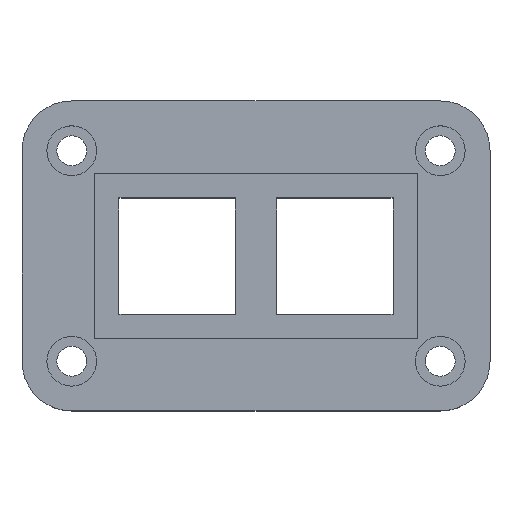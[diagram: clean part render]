
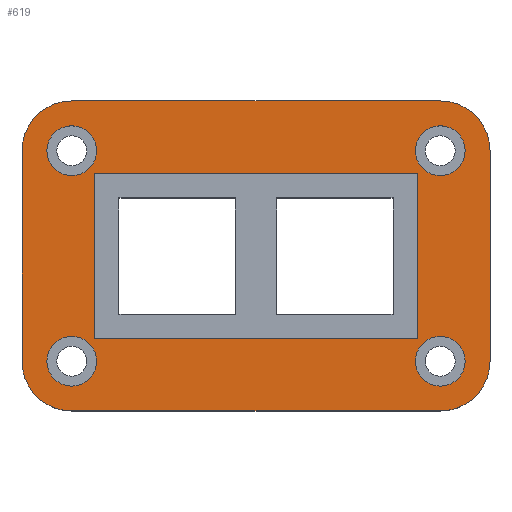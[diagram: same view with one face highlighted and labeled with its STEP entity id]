
A CAD part, top view. The second image highlights one B-rep face of the part: STEP entity #619.
In plain terms, the highlighted planar face has unit normal (0, 0, 1).
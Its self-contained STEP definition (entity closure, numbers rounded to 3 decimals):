
#19=FACE_BOUND('',#108,.T.);
#20=FACE_BOUND('',#109,.T.);
#21=FACE_BOUND('',#110,.T.);
#22=FACE_BOUND('',#111,.T.);
#23=FACE_BOUND('',#112,.T.);
#36=PLANE('',#686);
#68=FACE_OUTER_BOUND('',#107,.T.);
#107=EDGE_LOOP('',(#470,#471,#472,#473,#474,#475,#476,#477));
#108=EDGE_LOOP('',(#478));
#109=EDGE_LOOP('',(#479));
#110=EDGE_LOOP('',(#480));
#111=EDGE_LOOP('',(#481));
#112=EDGE_LOOP('',(#482,#483,#484,#485));
#152=LINE('',#958,#212);
#153=LINE('',#962,#213);
#154=LINE('',#966,#214);
#155=LINE('',#969,#215);
#156=LINE('',#972,#216);
#157=LINE('',#974,#217);
#158=LINE('',#976,#218);
#159=LINE('',#977,#219);
#212=VECTOR('',#790,10.);
#213=VECTOR('',#793,10.);
#214=VECTOR('',#796,10.);
#215=VECTOR('',#799,10.);
#216=VECTOR('',#800,10.);
#217=VECTOR('',#801,10.);
#218=VECTOR('',#802,10.);
#219=VECTOR('',#803,10.);
#270=CIRCLE('',#668,3.);
#272=CIRCLE('',#672,3.);
#274=CIRCLE('',#676,3.);
#276=CIRCLE('',#680,3.);
#278=CIRCLE('',#684,6.);
#280=CIRCLE('',#687,6.);
#281=CIRCLE('',#688,6.);
#282=CIRCLE('',#689,6.);
#294=VERTEX_POINT('',#920);
#296=VERTEX_POINT('',#927);
#298=VERTEX_POINT('',#934);
#300=VERTEX_POINT('',#941);
#302=VERTEX_POINT('',#948);
#303=VERTEX_POINT('',#949);
#306=VERTEX_POINT('',#957);
#307=VERTEX_POINT('',#959);
#308=VERTEX_POINT('',#961);
#309=VERTEX_POINT('',#963);
#310=VERTEX_POINT('',#965);
#311=VERTEX_POINT('',#967);
#312=VERTEX_POINT('',#970);
#313=VERTEX_POINT('',#971);
#314=VERTEX_POINT('',#973);
#315=VERTEX_POINT('',#975);
#354=EDGE_CURVE('',#294,#294,#270,.T.);
#357=EDGE_CURVE('',#296,#296,#272,.T.);
#360=EDGE_CURVE('',#298,#298,#274,.T.);
#363=EDGE_CURVE('',#300,#300,#276,.T.);
#366=EDGE_CURVE('',#302,#303,#278,.T.);
#370=EDGE_CURVE('',#302,#306,#152,.T.);
#371=EDGE_CURVE('',#307,#306,#280,.T.);
#372=EDGE_CURVE('',#307,#308,#153,.T.);
#373=EDGE_CURVE('',#309,#308,#281,.T.);
#374=EDGE_CURVE('',#309,#310,#154,.T.);
#375=EDGE_CURVE('',#311,#310,#282,.T.);
#376=EDGE_CURVE('',#311,#303,#155,.T.);
#377=EDGE_CURVE('',#312,#313,#156,.T.);
#378=EDGE_CURVE('',#313,#314,#157,.T.);
#379=EDGE_CURVE('',#314,#315,#158,.T.);
#380=EDGE_CURVE('',#315,#312,#159,.T.);
#470=ORIENTED_EDGE('',*,*,#366,.F.);
#471=ORIENTED_EDGE('',*,*,#370,.T.);
#472=ORIENTED_EDGE('',*,*,#371,.F.);
#473=ORIENTED_EDGE('',*,*,#372,.T.);
#474=ORIENTED_EDGE('',*,*,#373,.F.);
#475=ORIENTED_EDGE('',*,*,#374,.T.);
#476=ORIENTED_EDGE('',*,*,#375,.F.);
#477=ORIENTED_EDGE('',*,*,#376,.T.);
#478=ORIENTED_EDGE('',*,*,#354,.T.);
#479=ORIENTED_EDGE('',*,*,#357,.T.);
#480=ORIENTED_EDGE('',*,*,#360,.T.);
#481=ORIENTED_EDGE('',*,*,#363,.T.);
#482=ORIENTED_EDGE('',*,*,#377,.T.);
#483=ORIENTED_EDGE('',*,*,#378,.T.);
#484=ORIENTED_EDGE('',*,*,#379,.T.);
#485=ORIENTED_EDGE('',*,*,#380,.T.);
#619=ADVANCED_FACE('',(#68,#19,#20,#21,#22,#23),#36,.T.);
#668=AXIS2_PLACEMENT_3D('',#921,#746,#747);
#672=AXIS2_PLACEMENT_3D('',#928,#755,#756);
#676=AXIS2_PLACEMENT_3D('',#935,#764,#765);
#680=AXIS2_PLACEMENT_3D('',#942,#773,#774);
#684=AXIS2_PLACEMENT_3D('',#950,#782,#783);
#686=AXIS2_PLACEMENT_3D('',#956,#788,#789);
#687=AXIS2_PLACEMENT_3D('',#960,#791,#792);
#688=AXIS2_PLACEMENT_3D('',#964,#794,#795);
#689=AXIS2_PLACEMENT_3D('',#968,#797,#798);
#746=DIRECTION('center_axis',(0.,0.,
-1.));
#747=DIRECTION('ref_axis',(-1.,0.,0.));
#755=DIRECTION('center_axis',(0.,0.,
-1.));
#756=DIRECTION('ref_axis',(-1.,0.,0.));
#764=DIRECTION('center_axis',(0.,0.,
-1.));
#765=DIRECTION('ref_axis',(-1.,0.,0.));
#773=DIRECTION('center_axis',(0.,0.,
-1.));
#774=DIRECTION('ref_axis',(-1.,0.,0.));
#782=DIRECTION('center_axis',(0.,0.,
-1.));
#783=DIRECTION('ref_axis',(-0.707,-0.707,0.));
#788=DIRECTION('center_axis',(0.,0.,
1.));
#789=DIRECTION('ref_axis',(-1.,0.,0.));
#790=DIRECTION('',(1.,0.,0.));
#791=DIRECTION('center_axis',(0.,0.,
-1.));
#792=DIRECTION('ref_axis',(0.707,-0.707,0.));
#793=DIRECTION('',(0.,1.,0.));
#794=DIRECTION('center_axis',(0.,0.,
-1.));
#795=DIRECTION('ref_axis',(0.707,0.707,0.));
#796=DIRECTION('',(-1.,0.,0.));
#797=DIRECTION('center_axis',(0.,0.,
-1.));
#798=DIRECTION('ref_axis',(-0.707,0.707,0.));
#799=DIRECTION('',(0.,-1.,0.));
#800=DIRECTION('',(0.,1.,0.));
#801=DIRECTION('',(1.,0.,0.));
#802=DIRECTION('',(0.,-1.,0.));
#803=DIRECTION('',(-1.,0.,0.));
#920=CARTESIAN_POINT('',(-12.875,6.985,11.8));
#921=CARTESIAN_POINT('Origin',(-15.875,6.985,11.8));
#927=CARTESIAN_POINT('',(-12.875,-18.415,11.8));
#928=CARTESIAN_POINT('Origin',(-15.875,-18.415,11.8));
#934=CARTESIAN_POINT('',(-57.325,6.985,11.8));
#935=CARTESIAN_POINT('Origin',(-60.325,6.985,11.8));
#941=CARTESIAN_POINT('',(-57.325,-18.415,11.8));
#942=CARTESIAN_POINT('Origin',(-60.325,-18.415,11.8));
#948=CARTESIAN_POINT('',(-60.325,-24.415,11.8));
#949=CARTESIAN_POINT('',(-66.325,-18.415,11.8));
#950=CARTESIAN_POINT('Origin',(-60.325,-18.415,11.8));
#956=CARTESIAN_POINT('Origin',(-38.1,-5.715,11.8));
#957=CARTESIAN_POINT('',(-15.875,-24.415,11.8));
#958=CARTESIAN_POINT('',(-66.325,-24.415,11.8));
#959=CARTESIAN_POINT('',(-9.875,-18.415,11.8));
#960=CARTESIAN_POINT('Origin',(-15.875,-18.415,11.8));
#961=CARTESIAN_POINT('',(-9.875,6.985,11.8));
#962=CARTESIAN_POINT('',(-9.875,-24.415,11.8));
#963=CARTESIAN_POINT('',(-15.875,12.985,11.8));
#964=CARTESIAN_POINT('Origin',(-15.875,6.985,11.8));
#965=CARTESIAN_POINT('',(-60.325,12.985,11.8));
#966=CARTESIAN_POINT('',(-9.875,12.985,11.8));
#967=CARTESIAN_POINT('',(-66.325,6.985,11.8));
#968=CARTESIAN_POINT('Origin',(-60.325,6.985,11.8));
#969=CARTESIAN_POINT('',(-66.325,12.985,11.8));
#970=CARTESIAN_POINT('',(-57.625,-15.715,11.8));
#971=CARTESIAN_POINT('',(-57.625,4.285,11.8));
#972=CARTESIAN_POINT('',(-57.625,-15.715,11.8));
#973=CARTESIAN_POINT('',(-18.575,4.285,11.8));
#974=CARTESIAN_POINT('',(-57.625,4.285,11.8));
#975=CARTESIAN_POINT('',(-18.575,-15.715,11.8));
#976=CARTESIAN_POINT('',(-18.575,4.285,11.8));
#977=CARTESIAN_POINT('',(-18.575,-15.715,11.8));
